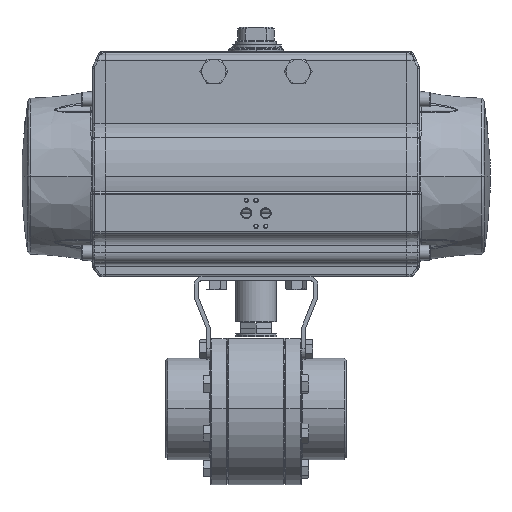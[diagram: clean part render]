
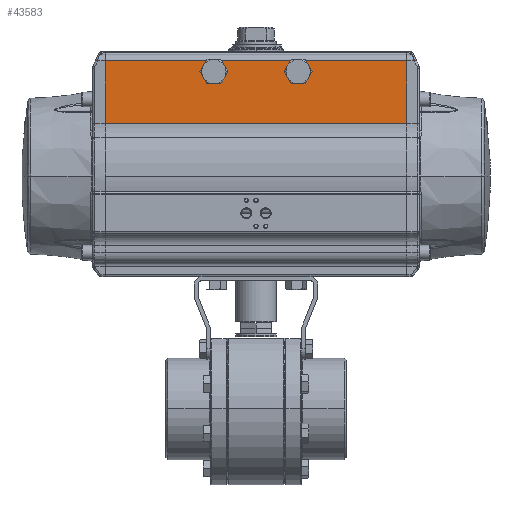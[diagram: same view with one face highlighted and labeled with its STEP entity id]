
A CAD part, top view. The second image highlights one B-rep face of the part: STEP entity #43583.
In plain terms, the highlighted planar face has unit normal (0, 0, 1).
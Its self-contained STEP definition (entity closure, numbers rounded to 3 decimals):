
#697 = ORIENTED_EDGE ( 'NONE', *, *, #53355, .T. ) ;
#1738 = LINE ( 'NONE', #35007, #3664 ) ;
#2225 = ORIENTED_EDGE ( 'NONE', *, *, #68738, .T. ) ;
#3114 = DIRECTION ( 'NONE',  ( 0., 1., 0. ) ) ;
#3664 = VECTOR ( 'NONE', #41146, 39.37 ) ;
#4605 = CIRCLE ( 'NONE', #78956, 0.591 ) ;
#4813 = CARTESIAN_POINT ( 'NONE',  ( -0.597, 16.932, 3.662 ) ) ;
#6543 = ORIENTED_EDGE ( 'NONE', *, *, #70936, .T. ) ;
#8029 = CARTESIAN_POINT ( 'NONE',  ( 7.323, 13.878, 3.662 ) ) ;
#8457 = LINE ( 'NONE', #15472, #42861 ) ;
#10523 = CARTESIAN_POINT ( 'NONE',  ( -2.305, 16.932, 3.662 ) ) ;
#10542 = VECTOR ( 'NONE', #60997, 39.37 ) ;
#15472 = CARTESIAN_POINT ( 'NONE',  ( 7.323, 13.878, 3.662 ) ) ;
#17054 = ORIENTED_EDGE ( 'NONE', *, *, #42539, .T. ) ;
#17783 = CARTESIAN_POINT ( 'NONE',  ( -3.977, 16.932, 3.662 ) ) ;
#18580 = DIRECTION ( 'NONE',  ( 1., 0., 0. ) ) ;
#19334 = CARTESIAN_POINT ( 'NONE',  ( 2.305, 16.932, 3.662 ) ) ;
#20730 = VERTEX_POINT ( 'NONE', #8029 ) ;
#21025 = EDGE_CURVE ( 'NONE', #67418, #59973, #4605, .T. ) ;
#23753 = VERTEX_POINT ( 'NONE', #33864 ) ;
#24196 = CARTESIAN_POINT ( 'NONE',  ( -5.65, 16.932, 3.662 ) ) ;
#24379 = B_SPLINE_CURVE_WITH_KNOTS ( 'NONE', 3,
 ( #65767, #29153, #4813, #47562 ),
 .UNSPECIFIED., .F., .F.,
 ( 4, 4 ),
 ( 0., 1. ),
 .UNSPECIFIED. ) ;
#26554 = AXIS2_PLACEMENT_3D ( 'NONE', #36449, #55140, #18580 ) ;
#27965 = DIRECTION ( 'NONE',  ( 0., 0., -1. ) ) ;
#29153 = CARTESIAN_POINT ( 'NONE',  ( 0.597, 16.932, 3.662 ) ) ;
#30289 = CARTESIAN_POINT ( 'NONE',  ( -1.79, 16.932, 3.662 ) ) ;
#30970 = B_SPLINE_CURVE_WITH_KNOTS ( 'NONE', 3,
 ( #60512, #17783, #24196, #66916 ),
 .UNSPECIFIED., .F., .F.,
 ( 4, 4 ),
 ( 0., 1. ),
 .UNSPECIFIED. ) ;
#33864 = CARTESIAN_POINT ( 'NONE',  ( 2.305, 16.932, 3.662 ) ) ;
#35007 = CARTESIAN_POINT ( 'NONE',  ( -7.323, 16.932, 3.662 ) ) ;
#35231 = CARTESIAN_POINT ( 'NONE',  ( -2.047, 16.401, 3.662 ) ) ;
#35644 = EDGE_CURVE ( 'NONE', #45900, #67418, #24379, .T. ) ;
#36449 = CARTESIAN_POINT ( 'NONE',  ( 7.323, 13.878, 3.662 ) ) ;
#36684 = CARTESIAN_POINT ( 'NONE',  ( 7.323, 13.878, 3.662 ) ) ;
#37477 = CARTESIAN_POINT ( 'NONE',  ( 7.323, 16.932, 3.662 ) ) ;
#40237 = VERTEX_POINT ( 'NONE', #64269 ) ;
#40531 = EDGE_CURVE ( 'NONE', #23753, #45900, #52596, .T. ) ;
#41144 = B_SPLINE_CURVE_WITH_KNOTS ( 'NONE', 3,
 ( #37477, #61792, #55907, #19334 ),
 .UNSPECIFIED., .F., .F.,
 ( 4, 4 ),
 ( 0., 1. ),
 .UNSPECIFIED. ) ;
#41146 = DIRECTION ( 'NONE',  ( 0., -1., 0. ) ) ;
#41380 = DIRECTION ( 'NONE',  ( 1., 0., 0. ) ) ;
#42539 = EDGE_CURVE ( 'NONE', #50051, #65556, #1738, .T. ) ;
#42577 = PLANE ( 'NONE',  #26554 ) ;
#42782 = AXIS2_PLACEMENT_3D ( 'NONE', #64557, #27965, #70700 ) ;
#42861 = VECTOR ( 'NONE', #3114, 39.37 ) ;
#43583 = ADVANCED_FACE ( 'NONE', ( #54278 ), #42577, .T. ) ;
#45900 = VERTEX_POINT ( 'NONE', #66127 ) ;
#46054 = CARTESIAN_POINT ( 'NONE',  ( -7.323, 16.932, 3.662 ) ) ;
#46815 = EDGE_LOOP ( 'NONE', ( #60321, #697, #17054, #49275, #2225, #6543, #65818, #70009 ) ) ;
#47562 = CARTESIAN_POINT ( 'NONE',  ( -1.79, 16.932, 3.662 ) ) ;
#49275 = ORIENTED_EDGE ( 'NONE', *, *, #76090, .T. ) ;
#50051 = VERTEX_POINT ( 'NONE', #46054 ) ;
#52596 = CIRCLE ( 'NONE', #42782, 0.591 ) ;
#53355 = EDGE_CURVE ( 'NONE', #59973, #50051, #30970, .T. ) ;
#54278 = FACE_OUTER_BOUND ( 'NONE', #46815, .T. ) ;
#55140 = DIRECTION ( 'NONE',  ( 0., 0., 1. ) ) ;
#55907 = CARTESIAN_POINT ( 'NONE',  ( 3.977, 16.932, 3.662 ) ) ;
#59312 = LINE ( 'NONE', #36684, #10542 ) ;
#59973 = VERTEX_POINT ( 'NONE', #10523 ) ;
#60321 = ORIENTED_EDGE ( 'NONE', *, *, #21025, .T. ) ;
#60512 = CARTESIAN_POINT ( 'NONE',  ( -2.305, 16.932, 3.662 ) ) ;
#60997 = DIRECTION ( 'NONE',  ( 1., 0., 0. ) ) ;
#61792 = CARTESIAN_POINT ( 'NONE',  ( 5.65, 16.932, 3.662 ) ) ;
#64269 = CARTESIAN_POINT ( 'NONE',  ( 7.323, 16.932, 3.662 ) ) ;
#64557 = CARTESIAN_POINT ( 'NONE',  ( 2.047, 16.401, 3.662 ) ) ;
#65556 = VERTEX_POINT ( 'NONE', #72182 ) ;
#65767 = CARTESIAN_POINT ( 'NONE',  ( 1.79, 16.932, 3.662 ) ) ;
#65818 = ORIENTED_EDGE ( 'NONE', *, *, #40531, .T. ) ;
#66127 = CARTESIAN_POINT ( 'NONE',  ( 1.79, 16.932, 3.662 ) ) ;
#66916 = CARTESIAN_POINT ( 'NONE',  ( -7.323, 16.932, 3.662 ) ) ;
#67418 = VERTEX_POINT ( 'NONE', #30289 ) ;
#68738 = EDGE_CURVE ( 'NONE', #20730, #40237, #8457, .T. ) ;
#70009 = ORIENTED_EDGE ( 'NONE', *, *, #35644, .T. ) ;
#70700 = DIRECTION ( 'NONE',  ( 0., 1., 0. ) ) ;
#70936 = EDGE_CURVE ( 'NONE', #40237, #23753, #41144, .T. ) ;
#72182 = CARTESIAN_POINT ( 'NONE',  ( -7.323, 13.878, 3.662 ) ) ;
#76090 = EDGE_CURVE ( 'NONE', #65556, #20730, #59312, .T. ) ;
#77999 = DIRECTION ( 'NONE',  ( 0., 0., -1. ) ) ;
#78956 = AXIS2_PLACEMENT_3D ( 'NONE', #35231, #77999, #41380 ) ;
